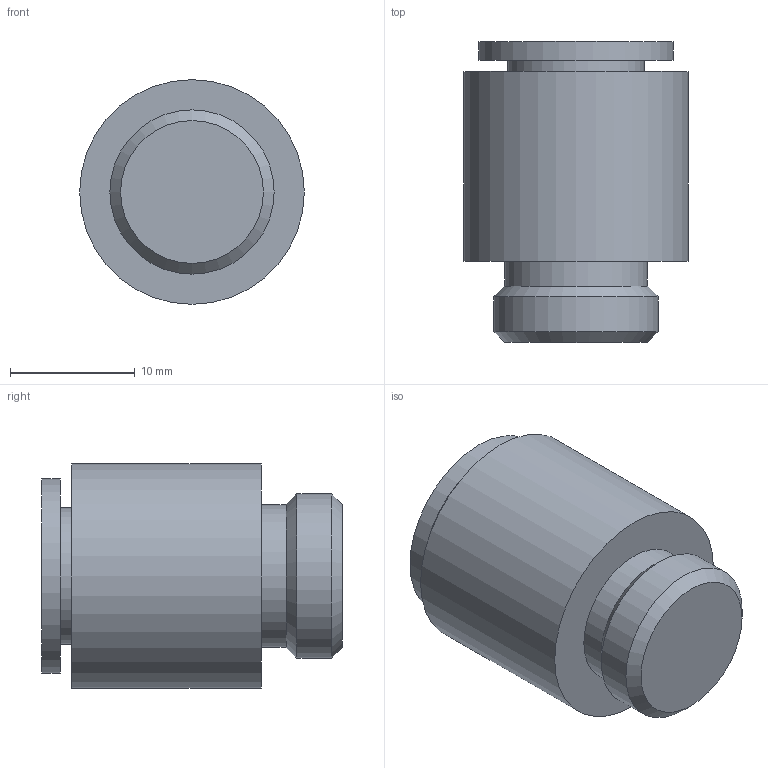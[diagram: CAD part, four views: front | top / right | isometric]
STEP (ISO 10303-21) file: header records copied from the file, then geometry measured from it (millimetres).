
FILE_DESCRIPTION( ( 'STEP AP214' ), '1' );
FILE_NAME( 'KQ2S10-G02A.stp', '2020-06-26T10:45:54', ( 'License CC BY-ND 4.0' ), ( 'CADENAS' ), ' ', 'PARTsolutions', ' ' );
FILE_SCHEMA( ( 'AUTOMOTIVE_DESIGN { 1 0 10303 214 1 1 1 1 }' ) );
Length unit declared in the file: millimetre
Products named in the file (1): _KQ2S10-G02A
Bounding box: 18 x 24.1 x 18 mm (x, y, z)
Volume: 3551.7 mm3; surface area: 2563.7 mm2
Topology: 1 solids, 1 shells, 22 faces, 40 edges, 26 vertices
Faces by surface type: plane 14, cylinder 6, cone 2
Full cylindrical faces by diameter (mm): 10 x1, 10.95 x1, 11.4 x1, 13.157 x1, 15.6 x1, 18 x1
Entity records: 694 total; most frequent: DIRECTION 92, CARTESIAN_POINT 81, ORIENTED_EDGE 64, AXIS2_PLACEMENT_3D 37, EDGE_LOOP 36, EDGE_CURVE 32, FACE_OUTER_BOUND 28, VERTEX_POINT 26
